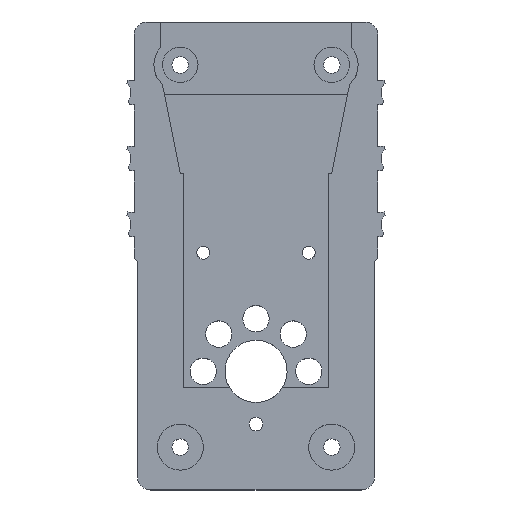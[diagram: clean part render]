
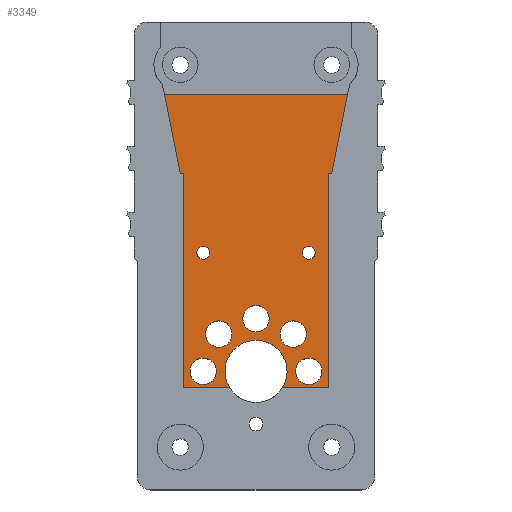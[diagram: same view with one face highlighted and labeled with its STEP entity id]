
A CAD part, top view. The second image highlights one B-rep face of the part: STEP entity #3349.
In plain terms, the highlighted planar face has unit normal (0, 0, 1).
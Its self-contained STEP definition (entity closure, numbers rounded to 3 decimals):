
#37=FACE_BOUND('',#603,.T.);
#38=FACE_BOUND('',#604,.T.);
#39=FACE_BOUND('',#605,.T.);
#40=FACE_BOUND('',#606,.T.);
#41=FACE_BOUND('',#607,.T.);
#42=FACE_BOUND('',#608,.T.);
#43=FACE_BOUND('',#609,.T.);
#157=CIRCLE('',#3588,4.717);
#158=CIRCLE('',#3589,4.717);
#159=CIRCLE('',#3590,2.);
#160=CIRCLE('',#3591,2.);
#161=CIRCLE('',#3592,2.);
#162=CIRCLE('',#3593,2.);
#163=CIRCLE('',#3594,2.);
#164=CIRCLE('',#3595,1.);
#165=CIRCLE('',#3596,1.);
#261=PLANE('',#3587);
#410=FACE_OUTER_BOUND('',#602,.T.);
#602=EDGE_LOOP('',(#2920,#2921,#2922,#2923,#2924,#2925,#2926,#2927,#2928,
#2929,#2930));
#603=EDGE_LOOP('',(#2931));
#604=EDGE_LOOP('',(#2932));
#605=EDGE_LOOP('',(#2933));
#606=EDGE_LOOP('',(#2934));
#607=EDGE_LOOP('',(#2935));
#608=EDGE_LOOP('',(#2936));
#609=EDGE_LOOP('',(#2937));
#790=LINE('',#5139,#1124);
#791=LINE('',#5142,#1125);
#887=LINE('',#5404,#1221);
#992=LINE('',#6421,#1326);
#993=LINE('',#6423,#1327);
#994=LINE('',#6429,#1328);
#995=LINE('',#6431,#1329);
#996=LINE('',#6433,#1330);
#997=LINE('',#6434,#1331);
#1124=VECTOR('',#3765,10.);
#1125=VECTOR('',#3768,10.);
#1221=VECTOR('',#3962,10.);
#1326=VECTOR('',#4237,10.);
#1327=VECTOR('',#4238,10.);
#1328=VECTOR('',#4243,10.);
#1329=VECTOR('',#4244,10.);
#1330=VECTOR('',#4245,10.);
#1331=VECTOR('',#4246,10.);
#1470=VERTEX_POINT('',#5132);
#1473=VERTEX_POINT('',#5137);
#1474=VERTEX_POINT('',#5141);
#1561=VERTEX_POINT('',#5402);
#1688=VERTEX_POINT('',#6420);
#1689=VERTEX_POINT('',#6422);
#1690=VERTEX_POINT('',#6424);
#1691=VERTEX_POINT('',#6426);
#1692=VERTEX_POINT('',#6428);
#1693=VERTEX_POINT('',#6430);
#1694=VERTEX_POINT('',#6432);
#1695=VERTEX_POINT('',#6435);
#1696=VERTEX_POINT('',#6437);
#1697=VERTEX_POINT('',#6439);
#1698=VERTEX_POINT('',#6441);
#1699=VERTEX_POINT('',#6443);
#1700=VERTEX_POINT('',#6445);
#1701=VERTEX_POINT('',#6447);
#1816=EDGE_CURVE('',#1470,#1473,#790,.T.);
#1817=EDGE_CURVE('',#1473,#1474,#791,.T.);
#1938=EDGE_CURVE('',#1474,#1561,#887,.T.);
#2125=EDGE_CURVE('',#1688,#1470,#992,.T.);
#2126=EDGE_CURVE('',#1561,#1689,#993,.T.);
#2127=EDGE_CURVE('',#1689,#1690,#157,.T.);
#2128=EDGE_CURVE('',#1690,#1691,#158,.T.);
#2129=EDGE_CURVE('',#1691,#1692,#994,.T.);
#2130=EDGE_CURVE('',#1692,#1693,#995,.T.);
#2131=EDGE_CURVE('',#1693,#1694,#996,.T.);
#2132=EDGE_CURVE('',#1694,#1688,#997,.T.);
#2133=EDGE_CURVE('',#1695,#1695,#159,.T.);
#2134=EDGE_CURVE('',#1696,#1696,#160,.T.);
#2135=EDGE_CURVE('',#1697,#1697,#161,.T.);
#2136=EDGE_CURVE('',#1698,#1698,#162,.T.);
#2137=EDGE_CURVE('',#1699,#1699,#163,.T.);
#2138=EDGE_CURVE('',#1700,#1700,#164,.T.);
#2139=EDGE_CURVE('',#1701,#1701,#165,.T.);
#2920=ORIENTED_EDGE('',*,*,#2125,.T.);
#2921=ORIENTED_EDGE('',*,*,#1816,.T.);
#2922=ORIENTED_EDGE('',*,*,#1817,.T.);
#2923=ORIENTED_EDGE('',*,*,#1938,.T.);
#2924=ORIENTED_EDGE('',*,*,#2126,.T.);
#2925=ORIENTED_EDGE('',*,*,#2127,.T.);
#2926=ORIENTED_EDGE('',*,*,#2128,.T.);
#2927=ORIENTED_EDGE('',*,*,#2129,.T.);
#2928=ORIENTED_EDGE('',*,*,#2130,.T.);
#2929=ORIENTED_EDGE('',*,*,#2131,.T.);
#2930=ORIENTED_EDGE('',*,*,#2132,.T.);
#2931=ORIENTED_EDGE('',*,*,#2133,.T.);
#2932=ORIENTED_EDGE('',*,*,#2134,.T.);
#2933=ORIENTED_EDGE('',*,*,#2135,.T.);
#2934=ORIENTED_EDGE('',*,*,#2136,.T.);
#2935=ORIENTED_EDGE('',*,*,#2137,.T.);
#2936=ORIENTED_EDGE('',*,*,#2138,.T.);
#2937=ORIENTED_EDGE('',*,*,#2139,.T.);
#3349=ADVANCED_FACE('',(#410,#37,#38,#39,#40,#41,#42,#43),#261,.F.);
#3587=AXIS2_PLACEMENT_3D('',#6419,#4235,#4236);
#3588=AXIS2_PLACEMENT_3D('',#6425,#4239,#4240);
#3589=AXIS2_PLACEMENT_3D('',#6427,#4241,#4242);
#3590=AXIS2_PLACEMENT_3D('',#6436,#4247,#4248);
#3591=AXIS2_PLACEMENT_3D('',#6438,#4249,#4250);
#3592=AXIS2_PLACEMENT_3D('',#6440,#4251,#4252);
#3593=AXIS2_PLACEMENT_3D('',#6442,#4253,#4254);
#3594=AXIS2_PLACEMENT_3D('',#6444,#4255,#4256);
#3595=AXIS2_PLACEMENT_3D('',#6446,#4257,#4258);
#3596=AXIS2_PLACEMENT_3D('',#6448,#4259,#4260);
#3765=DIRECTION('',(0.196,-0.981,0.));
#3768=DIRECTION('',(1.,0.,0.));
#3962=DIRECTION('',(0.,-1.,0.));
#4235=DIRECTION('center_axis',(0.,0.,
-1.));
#4236=DIRECTION('ref_axis',(-0.5,0.866,0.));
#4237=DIRECTION('',(-1.,0.,0.));
#4238=DIRECTION('',(1.,0.,0.));
#4239=DIRECTION('center_axis',(0.,0.,
-1.));
#4240=DIRECTION('ref_axis',(0.5,-0.866,0.));
#4241=DIRECTION('center_axis',(0.,0.,
-1.));
#4242=DIRECTION('ref_axis',(0.5,-0.866,0.));
#4243=DIRECTION('',(1.,0.,0.));
#4244=DIRECTION('',(0.,1.,0.));
#4245=DIRECTION('',(1.,0.,0.));
#4246=DIRECTION('',(0.196,0.981,0.));
#4247=DIRECTION('center_axis',(0.,0.,
-1.));
#4248=DIRECTION('ref_axis',(0.5,-0.866,0.));
#4249=DIRECTION('center_axis',(0.,0.,
-1.));
#4250=DIRECTION('ref_axis',(0.5,-0.866,0.));
#4251=DIRECTION('center_axis',(0.,0.,
-1.));
#4252=DIRECTION('ref_axis',(0.5,-0.866,0.));
#4253=DIRECTION('center_axis',(0.,0.,
-1.));
#4254=DIRECTION('ref_axis',(0.5,-0.866,0.));
#4255=DIRECTION('center_axis',(0.,0.,
-1.));
#4256=DIRECTION('ref_axis',(0.5,-0.866,0.));
#4257=DIRECTION('center_axis',(0.,0.,
-1.));
#4258=DIRECTION('ref_axis',(-0.5,0.866,0.));
#4259=DIRECTION('center_axis',(0.,0.,
-1.));
#4260=DIRECTION('ref_axis',(-0.5,0.866,0.));
#5132=CARTESIAN_POINT('',(-13.9,42.,5.));
#5137=CARTESIAN_POINT('',(-11.5,30.,5.));
#5139=CARTESIAN_POINT('',(-11.058,27.788,5.));
#5141=CARTESIAN_POINT('',(-11.,30.,5.));
#5142=CARTESIAN_POINT('',(5.75,30.,5.));
#5402=CARTESIAN_POINT('',(-11.,-2.5,5.));
#5404=CARTESIAN_POINT('',(-11.,29.625,5.));
#6419=CARTESIAN_POINT('Origin',(11.5,30.,5.));
#6420=CARTESIAN_POINT('',(13.9,42.,5.));
#6421=CARTESIAN_POINT('',(-1.75,42.,5.));
#6422=CARTESIAN_POINT('',(-4.,-2.5,5.));
#6423=CARTESIAN_POINT('',(7.75,-2.5,5.));
#6424=CARTESIAN_POINT('',(-4.,2.5,5.));
#6425=CARTESIAN_POINT('Origin',(0.,0.,5.));
#6426=CARTESIAN_POINT('',(4.,-2.5,5.));
#6427=CARTESIAN_POINT('Origin',(0.,0.,5.));
#6428=CARTESIAN_POINT('',(11.,-2.5,5.));
#6429=CARTESIAN_POINT('',(7.75,-2.5,5.));
#6430=CARTESIAN_POINT('',(11.,30.,5.));
#6431=CARTESIAN_POINT('',(11.,29.625,5.));
#6432=CARTESIAN_POINT('',(11.5,30.,5.));
#6433=CARTESIAN_POINT('',(5.75,30.,5.));
#6434=CARTESIAN_POINT('',(11.5,30.,5.));
#6435=CARTESIAN_POINT('',(7.,1.732,5.));
#6436=CARTESIAN_POINT('Origin',(8.,0.,
5.));
#6437=CARTESIAN_POINT('',(-9.,1.732,5.));
#6438=CARTESIAN_POINT('Origin',(-8.,0.,
5.));
#6439=CARTESIAN_POINT('',(4.657,7.389,5.));
#6440=CARTESIAN_POINT('Origin',(5.657,5.657,5.));
#6441=CARTESIAN_POINT('',(-6.657,7.389,5.));
#6442=CARTESIAN_POINT('Origin',(-5.657,5.657,5.));
#6443=CARTESIAN_POINT('',(-1.,9.732,5.));
#6444=CARTESIAN_POINT('Origin',(0.,8.,5.));
#6445=CARTESIAN_POINT('',(8.5,17.134,5.));
#6446=CARTESIAN_POINT('Origin',(8.,18.,5.));
#6447=CARTESIAN_POINT('',(-7.5,17.134,5.));
#6448=CARTESIAN_POINT('Origin',(-8.,18.,5.));
